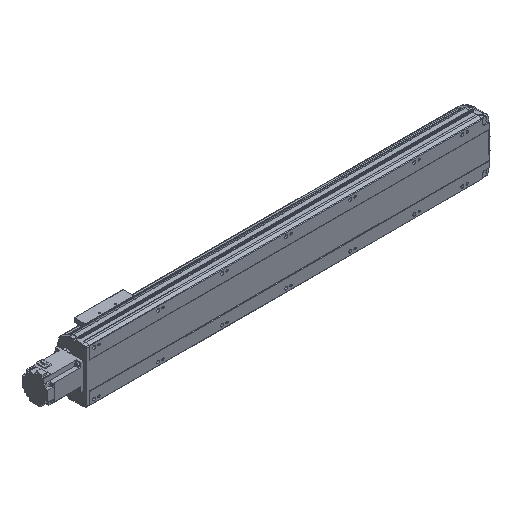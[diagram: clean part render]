
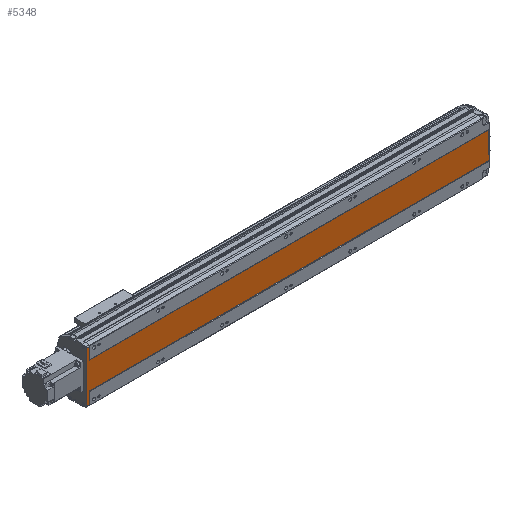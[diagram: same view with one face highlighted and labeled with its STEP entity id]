
A CAD part, isometric view. The second image highlights one B-rep face of the part: STEP entity #5348.
In plain terms, the highlighted planar face has unit normal (0, -1, 0).
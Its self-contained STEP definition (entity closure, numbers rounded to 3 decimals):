
#160 = VECTOR ( 'NONE', #21100, 1000. ) ;
#715 = VERTEX_POINT ( 'NONE', #5679 ) ;
#1237 = ORIENTED_EDGE ( 'NONE', *, *, #23200, .T. ) ;
#1656 = VECTOR ( 'NONE', #35102, 1000. ) ;
#2547 = VERTEX_POINT ( 'NONE', #24216 ) ;
#3260 = LINE ( 'NONE', #12111, #27213 ) ;
#4754 = CARTESIAN_POINT ( 'NONE',  ( 10., 1., -78.644 ) ) ;
#5348 = ADVANCED_FACE ( 'NONE', ( #17315 ), #27096, .F. ) ;
#5540 = VECTOR ( 'NONE', #21274, 1000. ) ;
#5679 = CARTESIAN_POINT ( 'NONE',  ( 1258.5, 1., 41.793 ) ) ;
#6689 = ORIENTED_EDGE ( 'NONE', *, *, #35779, .T. ) ;
#8709 = DIRECTION ( 'NONE',  ( 0., 0., -1. ) ) ;
#8733 = VECTOR ( 'NONE', #36074, 1000. ) ;
#8956 = ORIENTED_EDGE ( 'NONE', *, *, #16217, .F. ) ;
#9105 = ORIENTED_EDGE ( 'NONE', *, *, #35815, .F. ) ;
#9175 = EDGE_CURVE ( 'NONE', #18420, #20975, #21699, .T. ) ;
#9483 = VERTEX_POINT ( 'NONE', #12214 ) ;
#10186 = CARTESIAN_POINT ( 'NONE',  ( 10., 1., -41.793 ) ) ;
#10821 = DIRECTION ( 'NONE',  ( 0., 0., -1. ) ) ;
#11133 = ORIENTED_EDGE ( 'NONE', *, *, #22223, .T. ) ;
#11871 = DIRECTION ( 'NONE',  ( 0., 1., 0. ) ) ;
#12111 = CARTESIAN_POINT ( 'NONE',  ( 0., 1., 78.644 ) ) ;
#12214 = CARTESIAN_POINT ( 'NONE',  ( 10., 1., 78.644 ) ) ;
#15025 = CARTESIAN_POINT ( 'NONE',  ( 10., 1., 78.644 ) ) ;
#15081 = CARTESIAN_POINT ( 'NONE',  ( 1258.5, 1., 41.793 ) ) ;
#15678 = EDGE_CURVE ( 'NONE', #21626, #26049, #30110, .T. ) ;
#16217 = EDGE_CURVE ( 'NONE', #9483, #2547, #18002, .T. ) ;
#16839 = VECTOR ( 'NONE', #36040, 1000. ) ;
#17053 = VECTOR ( 'NONE', #19106, 1000. ) ;
#17315 = FACE_OUTER_BOUND ( 'NONE', #34572, .T. ) ;
#18002 = LINE ( 'NONE', #23207, #16839 ) ;
#18087 = DIRECTION ( 'NONE',  ( 1., 0., 0. ) ) ;
#18420 = VERTEX_POINT ( 'NONE', #4754 ) ;
#19106 = DIRECTION ( 'NONE',  ( -1., 0., 0. ) ) ;
#19719 = VERTEX_POINT ( 'NONE', #27740 ) ;
#20182 = EDGE_CURVE ( 'NONE', #715, #21626, #20904, .T. ) ;
#20904 = LINE ( 'NONE', #15081, #5540 ) ;
#20975 = VERTEX_POINT ( 'NONE', #23783 ) ;
#21100 = DIRECTION ( 'NONE',  ( -1., 0., 0. ) ) ;
#21274 = DIRECTION ( 'NONE',  ( 0., 0., -1. ) ) ;
#21626 = VERTEX_POINT ( 'NONE', #26673 ) ;
#21699 = LINE ( 'NONE', #21871, #17053 ) ;
#21871 = CARTESIAN_POINT ( 'NONE',  ( 10., 1., -78.644 ) ) ;
#22223 = EDGE_CURVE ( 'NONE', #19719, #20975, #3260, .T. ) ;
#22873 = CARTESIAN_POINT ( 'NONE',  ( 1258.5, 1., 41.793 ) ) ;
#23200 = EDGE_CURVE ( 'NONE', #9483, #19719, #32884, .T. ) ;
#23207 = CARTESIAN_POINT ( 'NONE',  ( 10., 1., 78.644 ) ) ;
#23783 = CARTESIAN_POINT ( 'NONE',  ( 0., 1., -78.644 ) ) ;
#24216 = CARTESIAN_POINT ( 'NONE',  ( 10., 1., 41.793 ) ) ;
#25853 = LINE ( 'NONE', #22873, #1656 ) ;
#26049 = VERTEX_POINT ( 'NONE', #10186 ) ;
#26673 = CARTESIAN_POINT ( 'NONE',  ( 1258.5, 1., -41.793 ) ) ;
#27017 = ORIENTED_EDGE ( 'NONE', *, *, #15678, .F. ) ;
#27096 = PLANE ( 'NONE',  #38970 ) ;
#27213 = VECTOR ( 'NONE', #8709, 1000. ) ;
#27740 = CARTESIAN_POINT ( 'NONE',  ( 0., 1., 78.644 ) ) ;
#29351 = ORIENTED_EDGE ( 'NONE', *, *, #20182, .F. ) ;
#29453 = ORIENTED_EDGE ( 'NONE', *, *, #9175, .F. ) ;
#30110 = LINE ( 'NONE', #33524, #160 ) ;
#31140 = VECTOR ( 'NONE', #10821, 1000. ) ;
#32884 = LINE ( 'NONE', #15025, #8733 ) ;
#33524 = CARTESIAN_POINT ( 'NONE',  ( 1258.5, 1., -41.793 ) ) ;
#34572 = EDGE_LOOP ( 'NONE', ( #11133, #29453, #9105, #27017, #29351, #6689, #8956, #1237 ) ) ;
#35102 = DIRECTION ( 'NONE',  ( -1., 0., 0. ) ) ;
#35779 = EDGE_CURVE ( 'NONE', #715, #2547, #25853, .T. ) ;
#35815 = EDGE_CURVE ( 'NONE', #26049, #18420, #38300, .T. ) ;
#36040 = DIRECTION ( 'NONE',  ( 0., 0., -1. ) ) ;
#36074 = DIRECTION ( 'NONE',  ( -1., 0., 0. ) ) ;
#38098 = CARTESIAN_POINT ( 'NONE',  ( 10., 1., 78.644 ) ) ;
#38300 = LINE ( 'NONE', #38098, #31140 ) ;
#38970 = AXIS2_PLACEMENT_3D ( 'NONE', #39131, #11871, #18087 ) ;
#39131 = CARTESIAN_POINT ( 'NONE',  ( 10., 1., 78.644 ) ) ;
